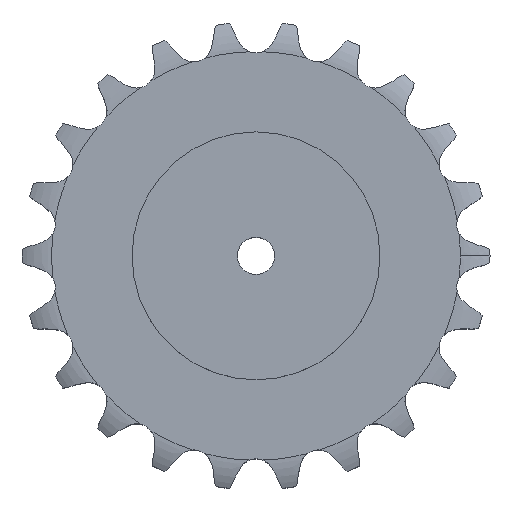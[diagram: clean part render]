
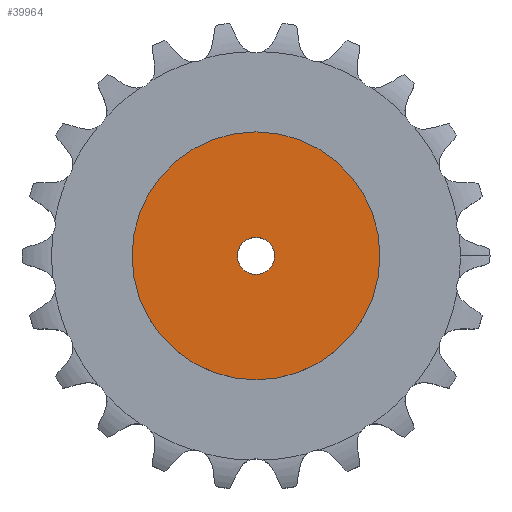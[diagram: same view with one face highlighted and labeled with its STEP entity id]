
A CAD part, top view. The second image highlights one B-rep face of the part: STEP entity #39964.
In plain terms, the highlighted planar face has unit normal (0, 0, 1).
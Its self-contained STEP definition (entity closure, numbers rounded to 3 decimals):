
#21352 = CYLINDRICAL_SURFACE('',#21353,15.);
#21353 = AXIS2_PLACEMENT_3D('',#21354,#21355,#21356);
#21354 = CARTESIAN_POINT('',(0.,0.,589.475));
#21355 = DIRECTION('',(0.,0.,1.));
#21356 = DIRECTION('',(1.,0.,0.));
#27068 = EDGE_CURVE('',#27069,#27069,#27071,.T.);
#27069 = VERTEX_POINT('',#27070);
#27070 = CARTESIAN_POINT('',(15.,0.,120.));
#27071 = SURFACE_CURVE('',#27072,(#27077,#27084),.PCURVE_S1.);
#27072 = CIRCLE('',#27073,15.);
#27073 = AXIS2_PLACEMENT_3D('',#27074,#27075,#27076);
#27074 = CARTESIAN_POINT('',(0.,0.,120.));
#27075 = DIRECTION('',(0.,0.,1.));
#27076 = DIRECTION('',(1.,0.,0.));
#27077 = PCURVE('',#21352,#27078);
#27078 = DEFINITIONAL_REPRESENTATION('',(#27079),#27083);
#27079 = LINE('',#27080,#27081);
#27080 = CARTESIAN_POINT('',(0.,-469.475));
#27081 = VECTOR('',#27082,1.);
#27082 = DIRECTION('',(1.,0.));
#27083 = ( GEOMETRIC_REPRESENTATION_CONTEXT(2) 
PARAMETRIC_REPRESENTATION_CONTEXT() REPRESENTATION_CONTEXT('2D SPACE',''
  ) );
#27084 = PCURVE('',#27085,#27090);
#27085 = PLANE('',#27086);
#27086 = AXIS2_PLACEMENT_3D('',#27087,#27088,#27089);
#27087 = CARTESIAN_POINT('',(0.,0.,120.
    ));
#27088 = DIRECTION('',(0.,0.,1.));
#27089 = DIRECTION('',(1.,0.,0.));
#27090 = DEFINITIONAL_REPRESENTATION('',(#27091),#27095);
#27091 = CIRCLE('',#27092,15.);
#27092 = AXIS2_PLACEMENT_2D('',#27093,#27094);
#27093 = CARTESIAN_POINT('',(0.,0.));
#27094 = DIRECTION('',(1.,0.));
#27095 = ( GEOMETRIC_REPRESENTATION_CONTEXT(2) 
PARAMETRIC_REPRESENTATION_CONTEXT() REPRESENTATION_CONTEXT('2D SPACE',''
  ) );
#39964 = ADVANCED_FACE('',(#39965,#39996),#27085,.T.);
#39965 = FACE_BOUND('',#39966,.T.);
#39966 = EDGE_LOOP('',(#39967));
#39967 = ORIENTED_EDGE('',*,*,#39968,.T.);
#39968 = EDGE_CURVE('',#39969,#39969,#39971,.T.);
#39969 = VERTEX_POINT('',#39970);
#39970 = CARTESIAN_POINT('',(100.,0.,120.));
#39971 = SURFACE_CURVE('',#39972,(#39977,#39984),.PCURVE_S1.);
#39972 = CIRCLE('',#39973,100.);
#39973 = AXIS2_PLACEMENT_3D('',#39974,#39975,#39976);
#39974 = CARTESIAN_POINT('',(0.,0.,120.));
#39975 = DIRECTION('',(0.,0.,1.));
#39976 = DIRECTION('',(1.,0.,0.));
#39977 = PCURVE('',#27085,#39978);
#39978 = DEFINITIONAL_REPRESENTATION('',(#39979),#39983);
#39979 = CIRCLE('',#39980,100.);
#39980 = AXIS2_PLACEMENT_2D('',#39981,#39982);
#39981 = CARTESIAN_POINT('',(0.,0.));
#39982 = DIRECTION('',(1.,0.));
#39983 = ( GEOMETRIC_REPRESENTATION_CONTEXT(2) 
PARAMETRIC_REPRESENTATION_CONTEXT() REPRESENTATION_CONTEXT('2D SPACE',''
  ) );
#39984 = PCURVE('',#39985,#39990);
#39985 = CYLINDRICAL_SURFACE('',#39986,100.);
#39986 = AXIS2_PLACEMENT_3D('',#39987,#39988,#39989);
#39987 = CARTESIAN_POINT('',(0.,0.,0.));
#39988 = DIRECTION('',(-0.,-0.,-1.));
#39989 = DIRECTION('',(1.,0.,0.));
#39990 = DEFINITIONAL_REPRESENTATION('',(#39991),#39995);
#39991 = LINE('',#39992,#39993);
#39992 = CARTESIAN_POINT('',(-0.,-120.));
#39993 = VECTOR('',#39994,1.);
#39994 = DIRECTION('',(-1.,0.));
#39995 = ( GEOMETRIC_REPRESENTATION_CONTEXT(2) 
PARAMETRIC_REPRESENTATION_CONTEXT() REPRESENTATION_CONTEXT('2D SPACE',''
  ) );
#39996 = FACE_BOUND('',#39997,.T.);
#39997 = EDGE_LOOP('',(#39998));
#39998 = ORIENTED_EDGE('',*,*,#27068,.F.);
